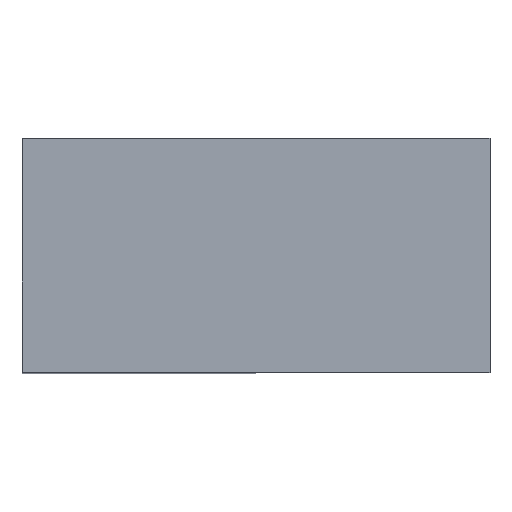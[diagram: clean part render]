
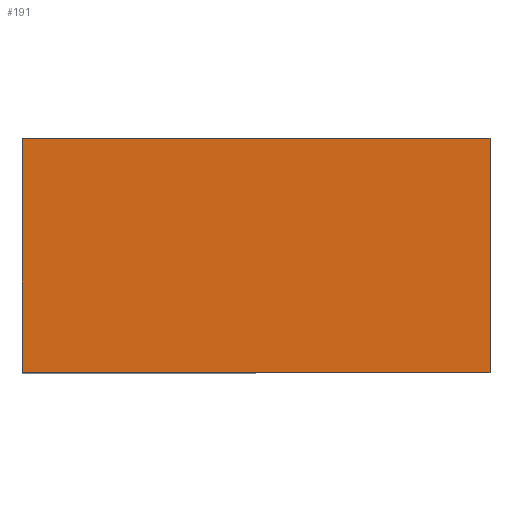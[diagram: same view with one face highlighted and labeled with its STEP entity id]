
A CAD part, top view. The second image highlights one B-rep face of the part: STEP entity #191.
In plain terms, the highlighted planar face has unit normal (0, 0, 1).
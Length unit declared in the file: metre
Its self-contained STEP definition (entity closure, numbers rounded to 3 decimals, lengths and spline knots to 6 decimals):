
#1 = FACE_OUTER_BOUND ( 'NONE', #65, .T. ) ;
#2 = AXIS2_PLACEMENT_3D ( 'NONE', #133, #84, #172 ) ;
#26 = CARTESIAN_POINT ( 'NONE',  ( -5., 0., 7.5 ) ) ;
#33 = VERTEX_POINT ( 'NONE', #78 ) ;
#38 = DIRECTION ( 'NONE',  ( 1., 0., 0. ) ) ;
#39 = LINE ( 'NONE', #142, #116 ) ;
#48 = VECTOR ( 'NONE', #209, 1. ) ;
#54 = ORIENTED_EDGE ( 'NONE', *, *, #243, .F. ) ;
#58 = EDGE_CURVE ( 'NONE', #237, #33, #39, .T. ) ;
#65 = EDGE_LOOP ( 'NONE', ( #100, #54, #180, #120 ) ) ;
#71 = LINE ( 'NONE', #183, #86 ) ;
#76 = EDGE_CURVE ( 'NONE', #237, #202, #185, .T. ) ;
#78 = CARTESIAN_POINT ( 'NONE',  ( 5., 5., 7.5 ) ) ;
#84 = DIRECTION ( 'NONE',  ( 0., 0., -1. ) ) ;
#86 = VECTOR ( 'NONE', #117, 1. ) ;
#92 = VERTEX_POINT ( 'NONE', #247 ) ;
#96 = EDGE_CURVE ( 'NONE', #202, #92, #106, .T. ) ;
#100 = ORIENTED_EDGE ( 'NONE', *, *, #96, .T. ) ;
#106 = LINE ( 'NONE', #26, #48 ) ;
#116 = VECTOR ( 'NONE', #38, 1. ) ;
#117 = DIRECTION ( 'NONE',  ( 0., -1., 0. ) ) ;
#120 = ORIENTED_EDGE ( 'NONE', *, *, #76, .T. ) ;
#127 = CARTESIAN_POINT ( 'NONE',  ( -5., 5., 7.5 ) ) ;
#132 = CARTESIAN_POINT ( 'NONE',  ( -5., 0., 7.5 ) ) ;
#133 = CARTESIAN_POINT ( 'NONE',  ( -5., 5., 7.5 ) ) ;
#142 = CARTESIAN_POINT ( 'NONE',  ( -5., 5., 7.5 ) ) ;
#148 = VECTOR ( 'NONE', #249, 1. ) ;
#172 = DIRECTION ( 'NONE',  ( -1., 0., 0. ) ) ;
#180 = ORIENTED_EDGE ( 'NONE', *, *, #58, .F. ) ;
#183 = CARTESIAN_POINT ( 'NONE',  ( 5., 5., 7.5 ) ) ;
#185 = LINE ( 'NONE', #127, #148 ) ;
#190 = PLANE ( 'NONE',  #2 ) ;
#191 = ADVANCED_FACE ( 'NONE', ( #1 ), #190, .F. ) ;
#202 = VERTEX_POINT ( 'NONE', #132 ) ;
#209 = DIRECTION ( 'NONE',  ( 1., 0., 0. ) ) ;
#237 = VERTEX_POINT ( 'NONE', #262 ) ;
#243 = EDGE_CURVE ( 'NONE', #33, #92, #71, .T. ) ;
#247 = CARTESIAN_POINT ( 'NONE',  ( 5., 0., 7.5 ) ) ;
#249 = DIRECTION ( 'NONE',  ( 0., -1., 0. ) ) ;
#262 = CARTESIAN_POINT ( 'NONE',  ( -5., 5., 7.5 ) ) ;
